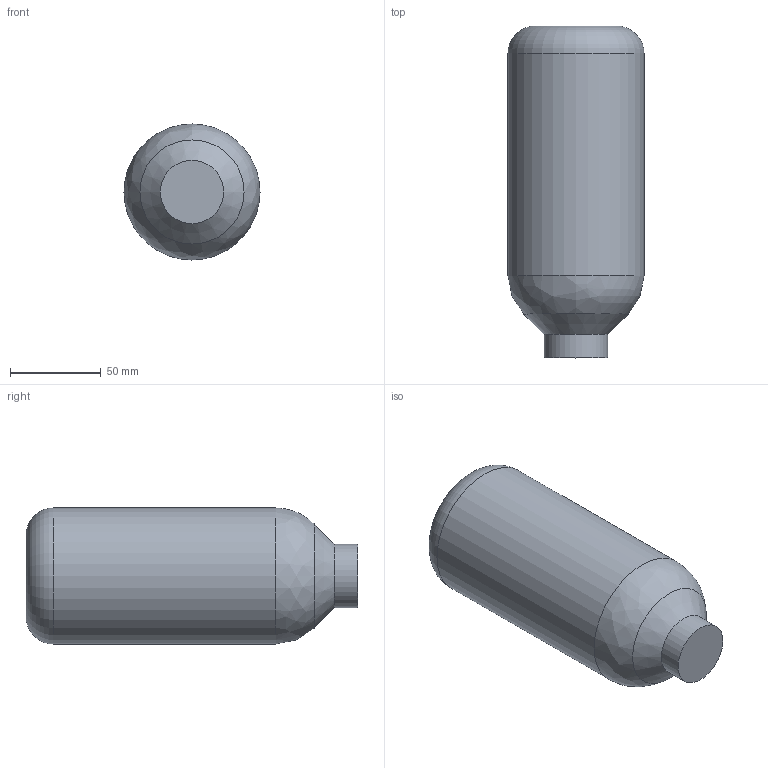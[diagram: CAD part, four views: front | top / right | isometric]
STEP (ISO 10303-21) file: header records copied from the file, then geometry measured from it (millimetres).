
FILE_DESCRIPTION(/* description */ (''),/* implementation_level */ '2;1');
FILE_NAME(/* name */ 'Бутылка_2.stp',/* time_stamp */ '2025-02-10T20:44:32+03:00',/* author */ ('User'),/* organization */ (''),/* preprocessor_version */ 'ST-DEVELOPER v18.1',/* originating_system */ 'Autodesk Inventor 2022',/* authorisation */ '');
FILE_SCHEMA (('AUTOMOTIVE_DESIGN { 1 0 10303 214 3 1 1 }'));
Length unit declared in the file: millimetre
Products named in the file (1): Бутылка_2
Bounding box: 75 x 183 x 75 mm (x, y, z)
Volume: 710105.7 mm3; surface area: 45019.2 mm2
Topology: 1 solids, 1 shells, 7 faces, 14 edges, 9 vertices
Faces by surface type: plane 2, cylinder 2, torus 1, bspline 1, cone 1
Full cylindrical faces by diameter (mm): 35 x1, 75 x1
Entity records: 265 total; most frequent: CARTESIAN_POINT 57, DIRECTION 39, ORIENTED_EDGE 28, AXIS2_PLACEMENT_3D 18, EDGE_CURVE 14, CIRCLE 11, VERTEX_POINT 9, FACE_OUTER_BOUND 7
